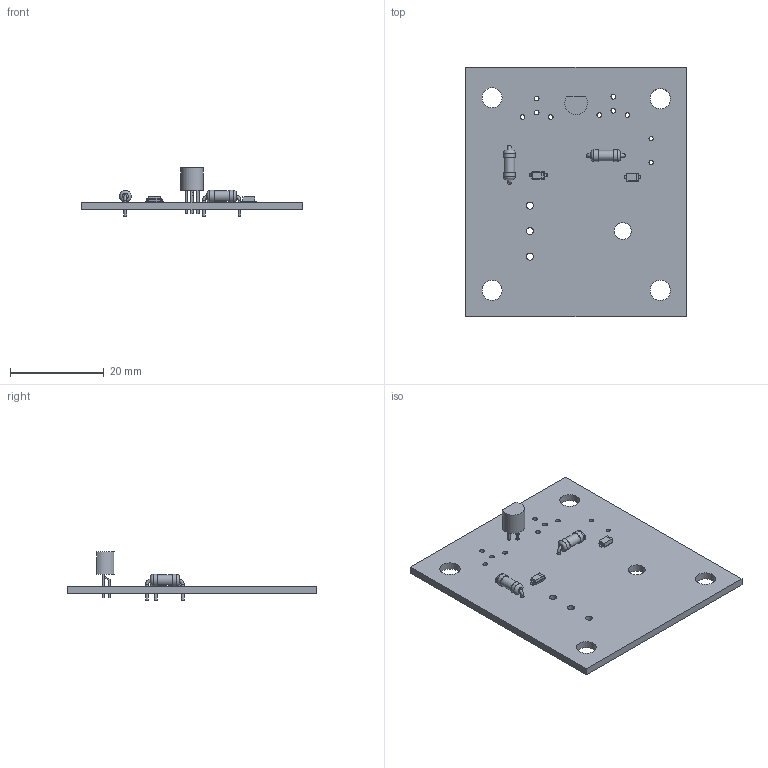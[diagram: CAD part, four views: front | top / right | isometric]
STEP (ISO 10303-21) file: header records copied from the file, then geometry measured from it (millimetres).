
FILE_DESCRIPTION(('KiCad electronic assembly'),'2;1');
FILE_NAME('voltage_indicator.step','2024-08-21T16:31:02',('Pcbnew'),( 'Kicad'),'Open CASCADE STEP processor 7.7','KiCad to STEP converter' ,'Unknown');
FILE_SCHEMA(('AUTOMOTIVE_DESIGN { 1 0 10303 214 1 1 1 1 }'));
Length unit declared in the file: millimetre
Products named in the file (10): voltage_indicator 1; TO-92; TO-92_Narrow; D_SOD-123F; D_SOD_123F; R_Axial_DIN0207_L6.3mm_D2.5mm_P7.62mm_Horizontal; R_Axial_DIN0207_L63mm_D25mm_P762mm_Horizontal; D_SOD-123; D_SOD_123; voltage_indicator_PCB
Assembly tree (10 placements, depth 3):
  voltage_indicator 1
    TO-92
      TO-92_Narrow
    D_SOD-123F
      D_SOD_123F
    R_Axial_DIN0207_L6.3mm_D2.5mm_P7.62mm_Horizontal  x2
      R_Axial_DIN0207_L63mm_D25mm_P762mm_Horizontal
    D_SOD-123
      D_SOD_123
    voltage_indicator_PCB
Bounding box: 47.1 x 53.3 x 10.3 mm (x, y, z)
Volume: 4025.7 mm3; surface area: 5684.6 mm2
Topology: 6 solids, 6 shells, 178 faces, 403 edges, 250 vertices
Faces by surface type: plane 90, cylinder 44, bspline 36, torus 8
Full cylindrical faces by diameter (mm): 0.6 x4, 0.75 x3, 0.8 x4, 0.889 x2, 1 x8, 1.5 x3, 2.25 x2, 2.5 x4, 3.6 x1, 4.3 x4
Entity records: 6074 total; most frequent: CARTESIAN_POINT 1286, ORIENTED_EDGE 760, DIRECTION 694, EDGE_CURVE 380, LINE 250, VECTOR 250, VERTEX_POINT 236, AXIS2_PLACEMENT_3D 222
